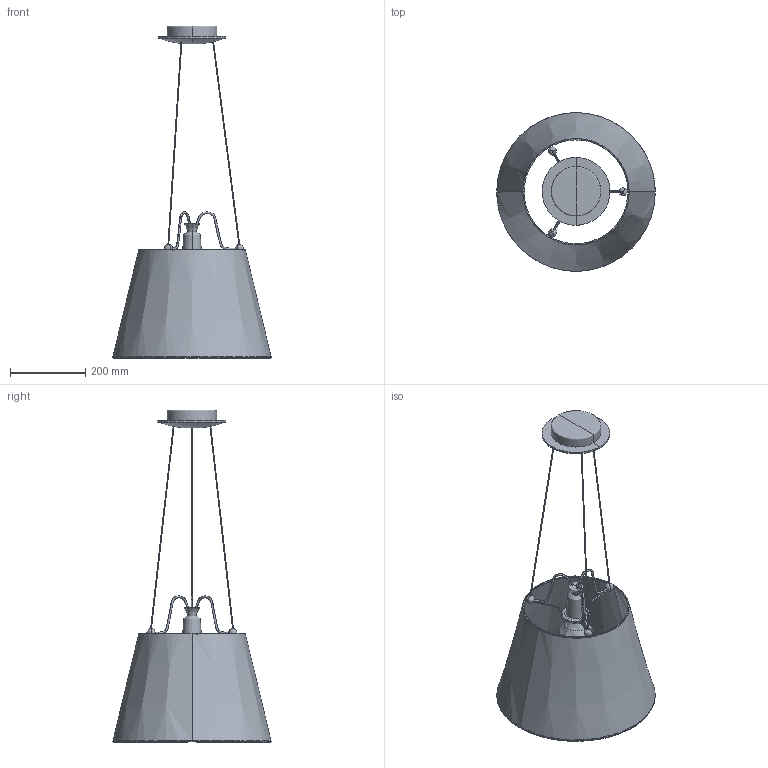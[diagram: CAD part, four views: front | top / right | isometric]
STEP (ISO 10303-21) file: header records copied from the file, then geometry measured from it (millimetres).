
FILE_DESCRIPTION(/* description */ (''),/* implementation_level */ '2;1');
FILE_NAME(/* name */ 'Tolomeo Mega sospensione 420',/* time_stamp */ '2009-06-05T16:20:37+02:00',/* author */ (''),/* organization */ (''),/* preprocessor_version */ 'ST-DEVELOPER v10',/* originating_system */ '',/* authorisation */ '');
FILE_SCHEMA (('AUTOMOTIVE_DESIGN'));
Length unit declared in the file: centimetre
Products named in the file (1): 1
Bounding box: 420.62 x 420.02 x 880.41 mm (x, y, z)
Volume: 1160309.6 mm3; surface area: 503565.2 mm2
Topology: 11 solids, 16 shells, 114 faces, 264 edges, 150 vertices
Faces by surface type: bspline 114
Entity records: 5053 total; most frequent: CARTESIAN_POINT 3621, ORIENTED_EDGE 470, EDGE_CURVE 244, VERTEX_POINT 150, EDGE_LOOP 117, ADVANCED_FACE 114, FACE_OUTER_BOUND 114, B_SPLINE_CURVE_WITH_KNOTS 28
